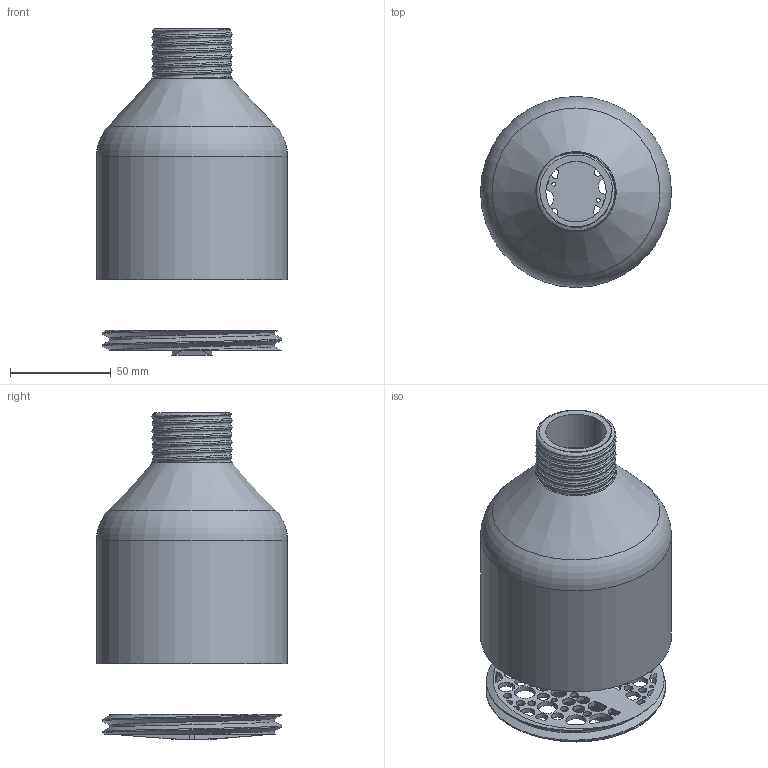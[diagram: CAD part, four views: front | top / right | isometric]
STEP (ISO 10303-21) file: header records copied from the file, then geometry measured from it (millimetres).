
FILE_DESCRIPTION(/* description */ (''),/* implementation_level */ '2;1');
FILE_NAME(/* name */ 'New DIY Canister (NATO mount) v7.step',/* time_stamp */ '2020-06-18T20:23:19+02:00',/* author */ (''),/* organization */ (''),/* preprocessor_version */ 'ST-DEVELOPER v18.1',/* originating_system */ 'Autodesk Translation Framework v9.3.0.1241',/* authorisation */ '');
FILE_SCHEMA (('AUTOMOTIVE_DESIGN { 1 0 10303 214 3 1 1 }'));
Length unit declared in the file: millimetre
Products named in the file (1): New DIY Canister (NATO mount)
Bounding box: 95 x 95 x 162.53 mm (x, y, z)
Volume: 112647 mm3; surface area: 85877.8 mm2
Topology: 2 solids, 2 shells, 145 faces, 486 edges, 319 vertices
Faces by surface type: cylinder 109, plane 17, bspline 9, cone 5, torus 5
Full cylindrical faces by diameter (mm): 2 x8, 2.828 x2, 4 x14, 4.472 x4, 6 x10, 6.325 x2, 7.211 x2, 8 x6, 10.198 x4, 16 x1, 30 x1, 39.046 x6, 82.336 x1, 83.905 x2, 89.22 x1, 90 x1, 90.621 x1, 95 x1
Entity records: 12921 total; most frequent: CARTESIAN_POINT 8260, ORIENTED_EDGE 972, DIRECTION 941, EDGE_CURVE 486, AXIS2_PLACEMENT_3D 386, VERTEX_POINT 319, EDGE_LOOP 285, CIRCLE 249
